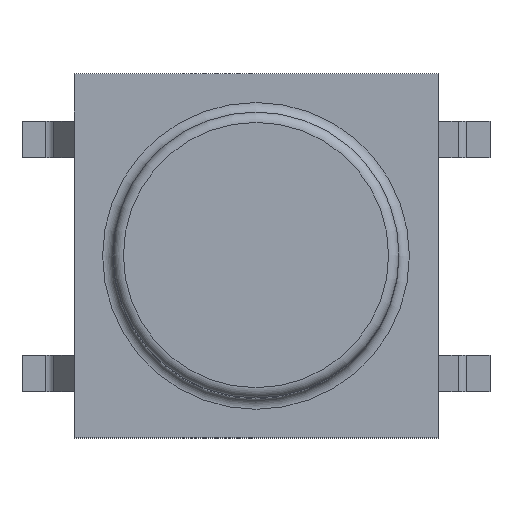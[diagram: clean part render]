
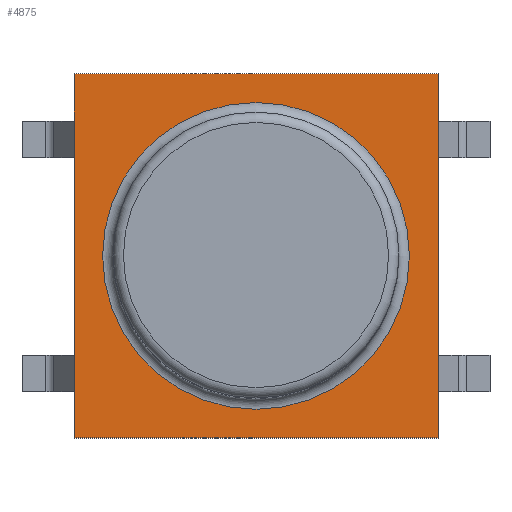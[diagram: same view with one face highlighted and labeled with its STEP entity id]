
A CAD part, top view. The second image highlights one B-rep face of the part: STEP entity #4875.
In plain terms, the highlighted planar face has unit normal (0, 0, 1).
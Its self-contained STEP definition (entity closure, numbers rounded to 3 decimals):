
#67=FACE_BOUND('',#791,.T.);
#278=PLANE('',#5277);
#540=FACE_OUTER_BOUND('',#790,.T.);
#790=EDGE_LOOP('',(#4559,#4560,#4561,#4562));
#791=EDGE_LOOP('',(#4563));
#1407=LINE('',#7905,#2033);
#1408=LINE('',#7907,#2034);
#1409=LINE('',#7909,#2035);
#1410=LINE('',#7910,#2036);
#2033=VECTOR('',#6499,10.);
#2034=VECTOR('',#6500,10.);
#2035=VECTOR('',#6501,10.);
#2036=VECTOR('',#6502,10.);
#2107=CIRCLE('',#5272,2.95);
#2547=VERTEX_POINT('',#7893);
#2550=VERTEX_POINT('',#7903);
#2551=VERTEX_POINT('',#7904);
#2552=VERTEX_POINT('',#7906);
#2553=VERTEX_POINT('',#7908);
#3218=EDGE_CURVE('',#2547,#2547,#2107,.T.);
#3223=EDGE_CURVE('',#2550,#2551,#1407,.T.);
#3224=EDGE_CURVE('',#2552,#2550,#1408,.T.);
#3225=EDGE_CURVE('',#2553,#2552,#1409,.T.);
#3226=EDGE_CURVE('',#2551,#2553,#1410,.T.);
#4559=ORIENTED_EDGE('',*,*,#3223,.F.);
#4560=ORIENTED_EDGE('',*,*,#3224,.F.);
#4561=ORIENTED_EDGE('',*,*,#3225,.F.);
#4562=ORIENTED_EDGE('',*,*,#3226,.F.);
#4563=ORIENTED_EDGE('',*,*,#3218,.F.);
#4875=ADVANCED_FACE('',(#540,#67),#278,.T.);
#5272=AXIS2_PLACEMENT_3D('',#7894,#6486,#6487);
#5277=AXIS2_PLACEMENT_3D('',#7902,#6497,#6498);
#6486=DIRECTION('center_axis',(0.,0.,1.));
#6487=DIRECTION('ref_axis',(1.,0.,0.));
#6497=DIRECTION('center_axis',(0.,0.,1.));
#6498=DIRECTION('ref_axis',(1.,0.,0.));
#6499=DIRECTION('',(-1.,0.,0.));
#6500=DIRECTION('',(0.,-1.,0.));
#6501=DIRECTION('',(1.,0.,0.));
#6502=DIRECTION('',(0.,1.,0.));
#7893=CARTESIAN_POINT('',(-2.95,0.,8.2));
#7894=CARTESIAN_POINT('Origin',(0.,0.,8.2));
#7902=CARTESIAN_POINT('Origin',(0.,0.,8.2));
#7903=CARTESIAN_POINT('',(3.5,-3.5,8.2));
#7904=CARTESIAN_POINT('',(-3.5,-3.5,8.2));
#7905=CARTESIAN_POINT('',(3.5,-3.5,8.2));
#7906=CARTESIAN_POINT('',(3.5,3.5,8.2));
#7907=CARTESIAN_POINT('',(3.5,3.5,8.2));
#7908=CARTESIAN_POINT('',(-3.5,3.5,8.2));
#7909=CARTESIAN_POINT('',(-3.5,3.5,8.2));
#7910=CARTESIAN_POINT('',(-3.5,-3.5,8.2));
